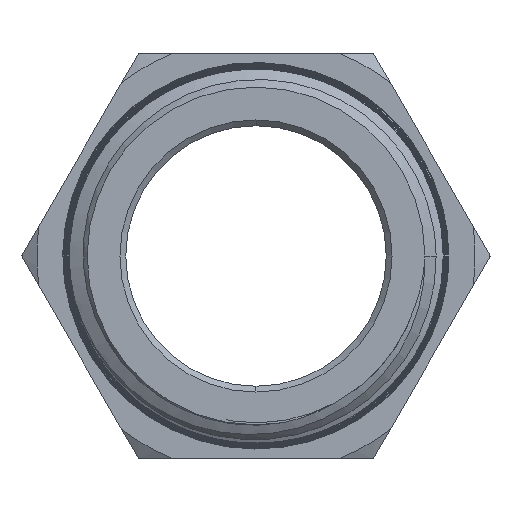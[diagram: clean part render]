
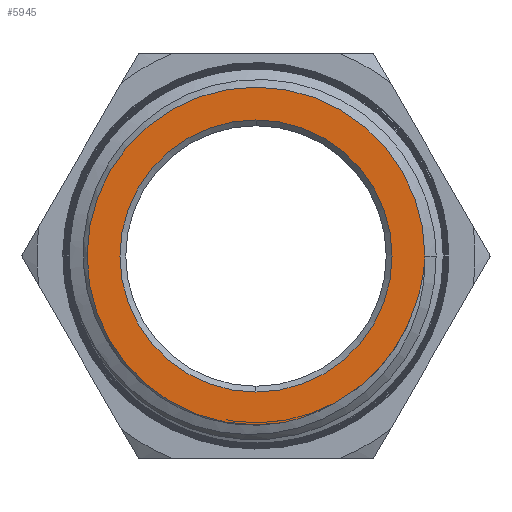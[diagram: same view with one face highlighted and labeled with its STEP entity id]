
A CAD part, left-side view. The second image highlights one B-rep face of the part: STEP entity #5945.
In plain terms, the highlighted planar face has unit normal (-1, 0, 0).
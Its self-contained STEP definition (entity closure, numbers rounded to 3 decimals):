
#1230=CARTESIAN_POINT('',(-29.45,0.,0.));
#1231=DIRECTION('',(-1.,0.,0.));
#1232=DIRECTION('',(0.,-1.,0.));
#1233=AXIS2_PLACEMENT_3D('',#1230,#1231,#1232);
#1273=CARTESIAN_POINT('',(-29.45,0.,0.));
#1274=DIRECTION('',(-1.,0.,0.));
#1275=DIRECTION('',(0.,-1.,-0.012));
#1276=AXIS2_PLACEMENT_3D('',#1273,#1274,#1275);
#1278=CARTESIAN_POINT('',(-29.45,-13.685,-4.264));
#1279=CARTESIAN_POINT('',(-29.45,-13.845,-3.822));
#1280=CARTESIAN_POINT('',(-29.45,-14.119,-2.929));
#1281=CARTESIAN_POINT('',(-29.45,-14.398,-1.556));
#1282=CARTESIAN_POINT('',(-29.45,-14.494,-0.635));
#1283=CARTESIAN_POINT('',(-29.45,-14.52,-0.172));
#1285=CARTESIAN_POINT('',(-29.45,-6.712,-12.665));
#1286=CARTESIAN_POINT('',(-29.45,-7.262,-12.373));
#1287=CARTESIAN_POINT('',(-29.45,-8.317,-11.724));
#1288=CARTESIAN_POINT('',(-29.45,-9.778,-10.537));
#1289=CARTESIAN_POINT('',(-29.45,-11.057,-9.184));
#1290=CARTESIAN_POINT('',(-29.45,-12.159,-7.668));
#1291=CARTESIAN_POINT('',(-29.45,-13.054,-6.017));
#1292=CARTESIAN_POINT('',(-29.45,-13.499,-4.859));
#1293=CARTESIAN_POINT('',(-29.45,-13.685,-4.264));
#1295=CARTESIAN_POINT('',(-29.45,-2.371,-14.326));
#1296=CARTESIAN_POINT('',(-29.45,-2.885,-14.22));
#1297=CARTESIAN_POINT('',(-29.45,-3.89,-13.954));
#1298=CARTESIAN_POINT('',(-29.45,-5.344,-13.398));
#1299=CARTESIAN_POINT('',(-29.45,-6.263,-12.927));
#1300=CARTESIAN_POINT('',(-29.45,-6.712,-12.665));
#1302=CARTESIAN_POINT('',(-29.45,0.,0.));
#1303=DIRECTION('',(1.,0.,0.));
#1304=DIRECTION('',(0.,0.,-1.));
#1305=AXIS2_PLACEMENT_3D('',#1302,#1303,#1304);
#1307=CARTESIAN_POINT('',(-29.45,0.,0.));
#1308=DIRECTION('',(1.,0.,0.));
#1309=DIRECTION('',(0.,0.,1.));
#1310=AXIS2_PLACEMENT_3D('',#1307,#1308,#1309);
#1792=CARTESIAN_POINT('',(-29.45,-14.52,-0.172));
#1794=CARTESIAN_POINT('',(-29.45,-13.685,-4.264));
#2216=CARTESIAN_POINT('',(-29.45,-6.712,-12.665));
#4689=VERTEX_POINT('',#2216);
#4690=VERTEX_POINT('',#1794);
#4739=CARTESIAN_POINT('',(-29.45,0.,-11.7));
#4740=CARTESIAN_POINT('',(-29.45,0.,11.7));
#4741=VERTEX_POINT('',#4739);
#4742=VERTEX_POINT('',#4740);
#4746=VERTEX_POINT('',#1792);
#4747=CARTESIAN_POINT('',(-29.45,-14.521,0.));
#4748=VERTEX_POINT('',#4747);
#4760=VERTEX_POINT('',#1295);
#5924=CARTESIAN_POINT('',(-29.45,0.,0.));
#5925=DIRECTION('',(-1.,0.,0.));
#5926=DIRECTION('',(0.,1.,0.));
#5927=AXIS2_PLACEMENT_3D('',#5924,#5925,#5926);
#5928=PLANE('',#5927);
#5929=ORIENTED_EDGE('',*,*,#5916,.F.);
#5931=ORIENTED_EDGE('',*,*,#5930,.F.);
#5933=ORIENTED_EDGE('',*,*,#5932,.F.);
#5935=ORIENTED_EDGE('',*,*,#5934,.F.);
#5936=ORIENTED_EDGE('',*,*,#5894,.F.);
#5937=EDGE_LOOP('',(#5929,#5931,#5933,#5935,#5936));
#5938=FACE_OUTER_BOUND('',#5937,.F.);
#5940=ORIENTED_EDGE('',*,*,#5939,.F.);
#5942=ORIENTED_EDGE('',*,*,#5941,.F.);
#5943=EDGE_LOOP('',(#5940,#5942));
#5944=FACE_BOUND('',#5943,.F.);
#1234=CIRCLE('',#1233,14.521);
#1277=CIRCLE('',#1276,14.521);
#1284=B_SPLINE_CURVE_WITH_KNOTS('',3,(#1278,#1279,#1280,#1281,#1282,#1283),
.UNSPECIFIED.,.F.,.F.,(4,1,1,4),(0.,0.333,0.667,1.),
.UNSPECIFIED.);
#1294=B_SPLINE_CURVE_WITH_KNOTS('',3,(#1285,#1286,#1287,#1288,#1289,#1290,#1291,
#1292,#1293),.UNSPECIFIED.,.F.,.F.,(4,1,1,1,1,1,4),(0.,0.167,
0.333,0.5,0.667,0.833,1.),
.UNSPECIFIED.);
#1301=B_SPLINE_CURVE_WITH_KNOTS('',3,(#1295,#1296,#1297,#1298,#1299,#1300),
.UNSPECIFIED.,.F.,.F.,(4,1,1,4),(0.,0.333,0.667,1.),
.UNSPECIFIED.);
#1306=CIRCLE('',#1305,11.7);
#1311=CIRCLE('',#1310,11.7);
#5894=EDGE_CURVE('',#4760,#4689,#1301,.T.);
#5916=EDGE_CURVE('',#4748,#4760,#1234,.T.);
#5930=EDGE_CURVE('',#4746,#4748,#1277,.T.);
#5932=EDGE_CURVE('',#4690,#4746,#1284,.T.);
#5934=EDGE_CURVE('',#4689,#4690,#1294,.T.);
#5939=EDGE_CURVE('',#4741,#4742,#1306,.T.);
#5941=EDGE_CURVE('',#4742,#4741,#1311,.T.);
#5945=ADVANCED_FACE('',(#5938,#5944),#5928,.T.);
